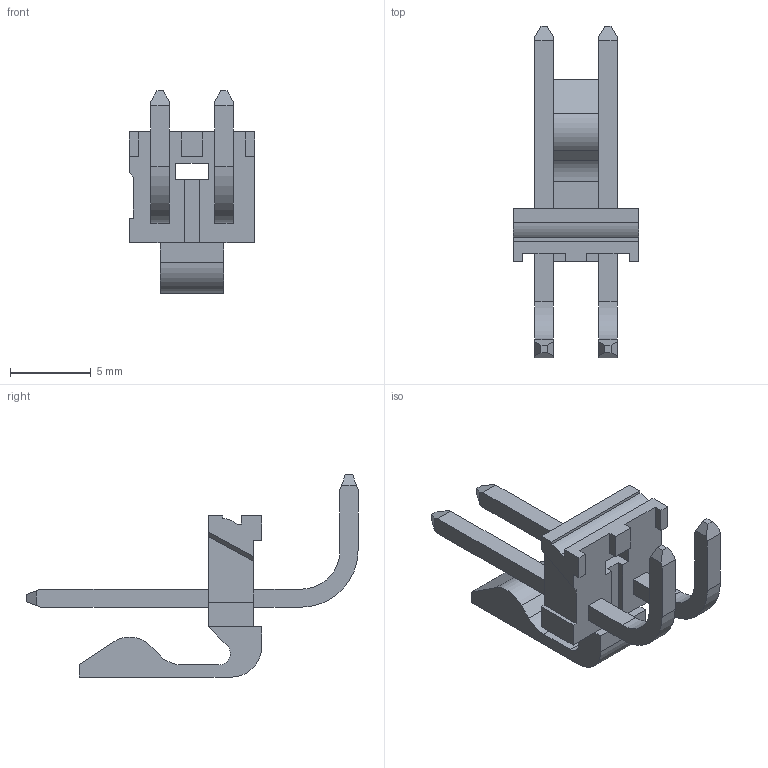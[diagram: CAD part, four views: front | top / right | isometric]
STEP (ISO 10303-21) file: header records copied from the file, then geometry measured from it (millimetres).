
FILE_DESCRIPTION((''),'2;1');
FILE_NAME('1718140002','2014-07-17T',('me'),(''),'PRO/ENGINEER BY PARAMETRIC TECHNOLOGY CORPORATION, 2011490','PRO/ENGINEER BY PARAMETRIC TECHNOLOGY CORPORATION, 2011490','');
FILE_SCHEMA(('CONFIG_CONTROL_DESIGN'));
Length unit declared in the file: inch
Products named in the file (1): 1718140002
Bounding box: 7.77 x 20.6 x 12.55 mm (x, y, z)
Volume: 274.1 mm3; surface area: 560.8 mm2
Topology: 1 solids, 1 shells, 91 faces, 258 edges, 172 vertices
Faces by surface type: plane 82, cylinder 9
Entity records: 2957 total; most frequent: CARTESIAN_POINT 518, ORIENTED_EDGE 508, DIRECTION 464, EDGE_CURVE 254, VECTOR 236, LINE 236, VERTEX_POINT 168, AXIS2_PLACEMENT_3D 114
